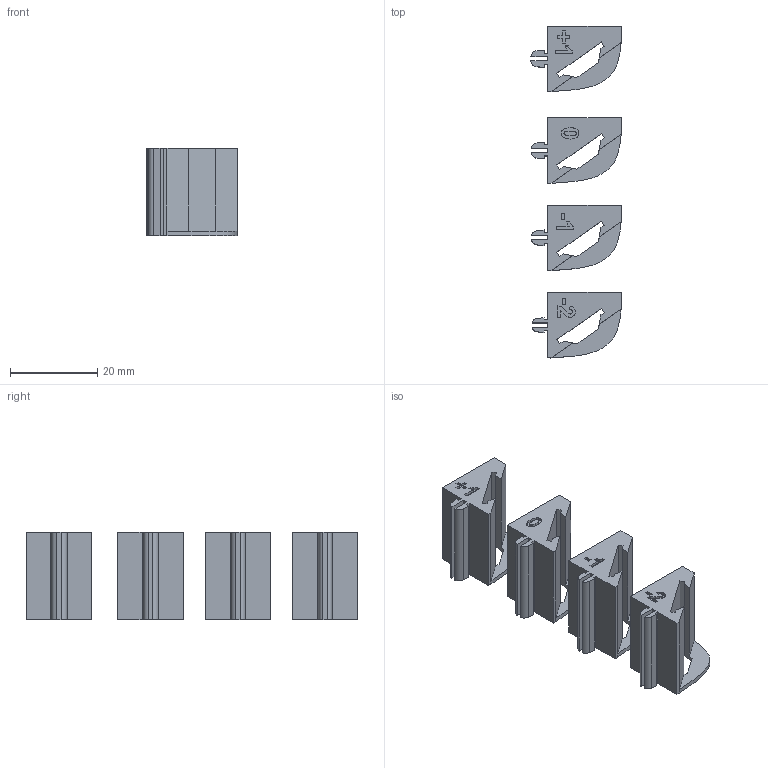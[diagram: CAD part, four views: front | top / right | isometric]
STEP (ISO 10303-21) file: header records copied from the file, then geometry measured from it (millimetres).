
FILE_DESCRIPTION(/* description */ (''),/* implementation_level */ '2;1');
FILE_NAME(/* name */ 'Micron_Ugly_Neopixel_Mount.step',/* time_stamp */ '2021-07-22T15:36:10+02:00',/* author */ (''),/* organization */ (''),/* preprocessor_version */ 'ST-DEVELOPER v18.1',/* originating_system */ 'Autodesk Translation Framework v10.9.0.1377',/* authorisation */ '');
FILE_SCHEMA (('AUTOMOTIVE_DESIGN { 1 0 10303 214 3 1 1 }'));
Length unit declared in the file: millimetre
Products named in the file (5): LedMount; STD; Minus01; Minus02; Plus01
Assembly tree (4 placements, depth 2):
  LedMount
    STD
    Minus01
    Minus02
    Plus01
Bounding box: 20.74 x 76 x 20 mm (x, y, z)
Volume: 11561.5 mm3; surface area: 8537.4 mm2
Topology: 4 solids, 4 shells, 205 faces, 571 edges, 378 vertices
Faces by surface type: plane 150, bspline 47, cylinder 8
Entity records: 7300 total; most frequent: CARTESIAN_POINT 2202, ORIENTED_EDGE 1142, DIRECTION 827, EDGE_CURVE 571, LINE 461, VECTOR 461, VERTEX_POINT 378, EDGE_LOOP 217
